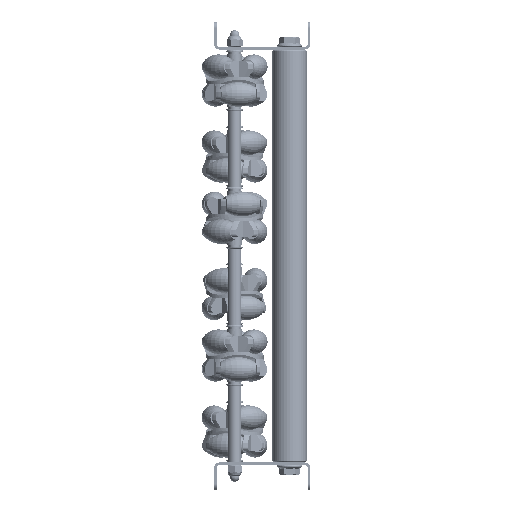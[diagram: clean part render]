
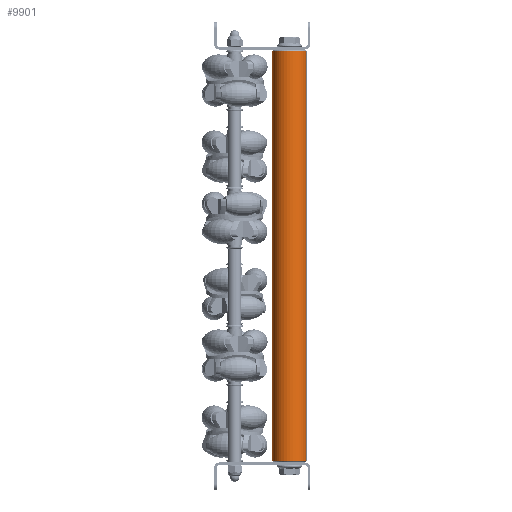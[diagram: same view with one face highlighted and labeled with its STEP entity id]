
A CAD part, left-side view. The second image highlights one B-rep face of the part: STEP entity #9901.
In plain terms, the highlighted cylindrical face has radius 12.5 mm (diameter 25 mm), a partial arc.
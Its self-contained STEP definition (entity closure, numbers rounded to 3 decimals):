
#96 = DIRECTION ( 'NONE',  ( -1., 0., 0. ) ) ;
#159 = VERTEX_POINT ( 'NONE', #11422 ) ;
#252 = AXIS2_PLACEMENT_3D ( 'NONE', #8994, #96, #1462 ) ;
#329 = EDGE_CURVE ( 'NONE', #3082, #7390, #11929, .T. ) ;
#578 = AXIS2_PLACEMENT_3D ( 'NONE', #5869, #9931, #7090 ) ;
#634 = EDGE_CURVE ( 'NONE', #11476, #3082, #1055, .T. ) ;
#849 = CARTESIAN_POINT ( 'NONE',  ( 299., 0., -12.5 ) ) ;
#1055 = CIRCLE ( 'NONE', #252, 12.5 ) ;
#1319 = ORIENTED_EDGE ( 'NONE', *, *, #15465, .T. ) ;
#1462 = DIRECTION ( 'NONE',  ( 0., 0., -1. ) ) ;
#2727 = ORIENTED_EDGE ( 'NONE', *, *, #329, .T. ) ;
#3082 = VERTEX_POINT ( 'NONE', #13649 ) ;
#3305 = CARTESIAN_POINT ( 'NONE',  ( 300., 0., -12.5 ) ) ;
#3970 = EDGE_CURVE ( 'NONE', #11476, #159, #16288, .T. ) ;
#4098 = CARTESIAN_POINT ( 'NONE',  ( 300., 0., 12.5 ) ) ;
#4728 = VECTOR ( 'NONE', #15157, 1000. ) ;
#4948 = ORIENTED_EDGE ( 'NONE', *, *, #3970, .F. ) ;
#5323 = ORIENTED_EDGE ( 'NONE', *, *, #634, .T. ) ;
#5787 = FACE_OUTER_BOUND ( 'NONE', #14270, .T. ) ;
#5869 = CARTESIAN_POINT ( 'NONE',  ( 300., 0., 0. ) ) ;
#6686 = DIRECTION ( 'NONE',  ( 1., 0., 0. ) ) ;
#7090 = DIRECTION ( 'NONE',  ( 0., 0., 1. ) ) ;
#7390 = VERTEX_POINT ( 'NONE', #12299 ) ;
#8994 = CARTESIAN_POINT ( 'NONE',  ( 299., 0., 0. ) ) ;
#9359 = DIRECTION ( 'NONE',  ( -1., 0., 0. ) ) ;
#9901 = ADVANCED_FACE ( 'NONE', ( #5787 ), #12663, .T. ) ;
#9931 = DIRECTION ( 'NONE',  ( -1., 0., 0. ) ) ;
#11422 = CARTESIAN_POINT ( 'NONE',  ( 1., 0., -12.5 ) ) ;
#11476 = VERTEX_POINT ( 'NONE', #849 ) ;
#11929 = LINE ( 'NONE', #4098, #15280 ) ;
#12299 = CARTESIAN_POINT ( 'NONE',  ( 1., 0., 12.5 ) ) ;
#12663 = CYLINDRICAL_SURFACE ( 'NONE', #578, 12.5 ) ;
#12841 = CIRCLE ( 'NONE', #15056, 12.5 ) ;
#13649 = CARTESIAN_POINT ( 'NONE',  ( 299., 0., 12.5 ) ) ;
#14270 = EDGE_LOOP ( 'NONE', ( #4948, #5323, #2727, #1319 ) ) ;
#14673 = DIRECTION ( 'NONE',  ( 0., 0., -1. ) ) ;
#15056 = AXIS2_PLACEMENT_3D ( 'NONE', #15795, #6686, #14673 ) ;
#15157 = DIRECTION ( 'NONE',  ( -1., 0., 0. ) ) ;
#15280 = VECTOR ( 'NONE', #9359, 1000. ) ;
#15465 = EDGE_CURVE ( 'NONE', #7390, #159, #12841, .T. ) ;
#15795 = CARTESIAN_POINT ( 'NONE',  ( 1., 0., 0. ) ) ;
#16288 = LINE ( 'NONE', #3305, #4728 ) ;
